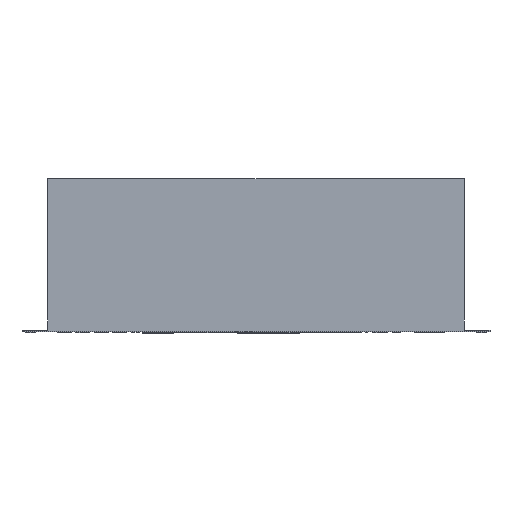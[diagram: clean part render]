
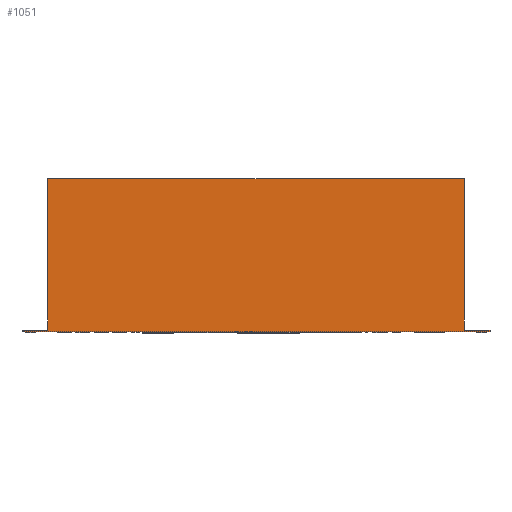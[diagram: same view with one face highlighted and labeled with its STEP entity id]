
A CAD part, front view. The second image highlights one B-rep face of the part: STEP entity #1051.
In plain terms, the highlighted planar face has unit normal (0, -1, 0).
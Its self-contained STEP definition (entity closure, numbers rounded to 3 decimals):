
#540 = CARTESIAN_POINT ( 'NONE',  ( -26.3, 0., 2. ) ) ;
#624 = ORIENTED_EDGE ( 'NONE', *, *, #6620, .F. ) ;
#1051 = ADVANCED_FACE ( 'NONE', ( #14129 ), #14377, .F. ) ;
#1108 = CARTESIAN_POINT ( 'NONE',  ( 0., 0., 158.2 ) ) ;
#1364 = DIRECTION ( 'NONE',  ( 0., 0., -1. ) ) ;
#2251 = EDGE_CURVE ( 'NONE', #4367, #9784, #3900, .T. ) ;
#2297 = EDGE_CURVE ( 'NONE', #7762, #7936, #7743, .T. ) ;
#2399 = DIRECTION ( 'NONE',  ( 0., 0., 1. ) ) ;
#3176 = EDGE_CURVE ( 'NONE', #13519, #16297, #6480, .T. ) ;
#3446 = LINE ( 'NONE', #13944, #6554 ) ;
#3542 = ORIENTED_EDGE ( 'NONE', *, *, #4291, .T. ) ;
#3863 = CARTESIAN_POINT ( 'NONE',  ( 430., 0., 158.2 ) ) ;
#3900 = LINE ( 'NONE', #8002, #9962 ) ;
#4291 = EDGE_CURVE ( 'NONE', #9784, #6954, #10450, .T. ) ;
#4367 = VERTEX_POINT ( 'NONE', #540 ) ;
#4399 = VECTOR ( 'NONE', #11824, 1000. ) ;
#4498 = CARTESIAN_POINT ( 'NONE',  ( -26.3, 0., 0. ) ) ;
#4832 = DIRECTION ( 'NONE',  ( 0., 0., -1. ) ) ;
#5624 = ORIENTED_EDGE ( 'NONE', *, *, #2251, .T. ) ;
#6436 = DIRECTION ( 'NONE',  ( 0., 0., -1. ) ) ;
#6480 = LINE ( 'NONE', #3863, #4399 ) ;
#6554 = VECTOR ( 'NONE', #4832, 1000. ) ;
#6620 = EDGE_CURVE ( 'NONE', #16297, #9114, #8540, .T. ) ;
#6826 = DIRECTION ( 'NONE',  ( 1., 0., 0. ) ) ;
#6954 = VERTEX_POINT ( 'NONE', #8092 ) ;
#7030 = VECTOR ( 'NONE', #6826, 1000. ) ;
#7330 = VECTOR ( 'NONE', #16860, 1000. ) ;
#7555 = DIRECTION ( 'NONE',  ( 0., 1., 0. ) ) ;
#7646 = ORIENTED_EDGE ( 'NONE', *, *, #16961, .T. ) ;
#7743 = LINE ( 'NONE', #1108, #15290 ) ;
#7762 = VERTEX_POINT ( 'NONE', #16432 ) ;
#7936 = VERTEX_POINT ( 'NONE', #11954 ) ;
#8002 = CARTESIAN_POINT ( 'NONE',  ( -26.3, 0., 2. ) ) ;
#8073 = LINE ( 'NONE', #16390, #11192 ) ;
#8092 = CARTESIAN_POINT ( 'NONE',  ( 456.3, 0., 0. ) ) ;
#8131 = EDGE_LOOP ( 'NONE', ( #3542, #13256, #624, #15301, #9912, #13176, #7646, #5624 ) ) ;
#8520 = EDGE_CURVE ( 'NONE', #7762, #13519, #8073, .T. ) ;
#8540 = LINE ( 'NONE', #11274, #7330 ) ;
#9114 = VERTEX_POINT ( 'NONE', #9873 ) ;
#9784 = VERTEX_POINT ( 'NONE', #4498 ) ;
#9834 = EDGE_CURVE ( 'NONE', #9114, #6954, #3446, .T. ) ;
#9873 = CARTESIAN_POINT ( 'NONE',  ( 456.3, 0., 2. ) ) ;
#9912 = ORIENTED_EDGE ( 'NONE', *, *, #8520, .F. ) ;
#9962 = VECTOR ( 'NONE', #1364, 1000. ) ;
#10450 = LINE ( 'NONE', #15884, #7030 ) ;
#11192 = VECTOR ( 'NONE', #13684, 1000. ) ;
#11274 = CARTESIAN_POINT ( 'NONE',  ( 430., 0., 2. ) ) ;
#11824 = DIRECTION ( 'NONE',  ( 0., 0., -1. ) ) ;
#11916 = DIRECTION ( 'NONE',  ( -1., 0., 0. ) ) ;
#11954 = CARTESIAN_POINT ( 'NONE',  ( 0., 0., 2. ) ) ;
#12821 = CARTESIAN_POINT ( 'NONE',  ( 0., 0., 158.2 ) ) ;
#13176 = ORIENTED_EDGE ( 'NONE', *, *, #2297, .T. ) ;
#13256 = ORIENTED_EDGE ( 'NONE', *, *, #9834, .F. ) ;
#13474 = CARTESIAN_POINT ( 'NONE',  ( 430., 0., 158.2 ) ) ;
#13491 = LINE ( 'NONE', #16030, #17009 ) ;
#13519 = VERTEX_POINT ( 'NONE', #13474 ) ;
#13684 = DIRECTION ( 'NONE',  ( 1., 0., 0. ) ) ;
#13812 = CARTESIAN_POINT ( 'NONE',  ( 430., 0., 2. ) ) ;
#13944 = CARTESIAN_POINT ( 'NONE',  ( 456.3, 0., 2. ) ) ;
#14129 = FACE_OUTER_BOUND ( 'NONE', #8131, .T. ) ;
#14377 = PLANE ( 'NONE',  #15603 ) ;
#15290 = VECTOR ( 'NONE', #6436, 1000. ) ;
#15301 = ORIENTED_EDGE ( 'NONE', *, *, #3176, .F. ) ;
#15603 = AXIS2_PLACEMENT_3D ( 'NONE', #12821, #7555, #2399 ) ;
#15884 = CARTESIAN_POINT ( 'NONE',  ( 0., 0., 0. ) ) ;
#16030 = CARTESIAN_POINT ( 'NONE',  ( 0., 0., 2. ) ) ;
#16297 = VERTEX_POINT ( 'NONE', #13812 ) ;
#16390 = CARTESIAN_POINT ( 'NONE',  ( 0., 0., 158.2 ) ) ;
#16432 = CARTESIAN_POINT ( 'NONE',  ( 0., 0., 158.2 ) ) ;
#16860 = DIRECTION ( 'NONE',  ( 1., 0., 0. ) ) ;
#16961 = EDGE_CURVE ( 'NONE', #7936, #4367, #13491, .T. ) ;
#17009 = VECTOR ( 'NONE', #11916, 1000. ) ;
